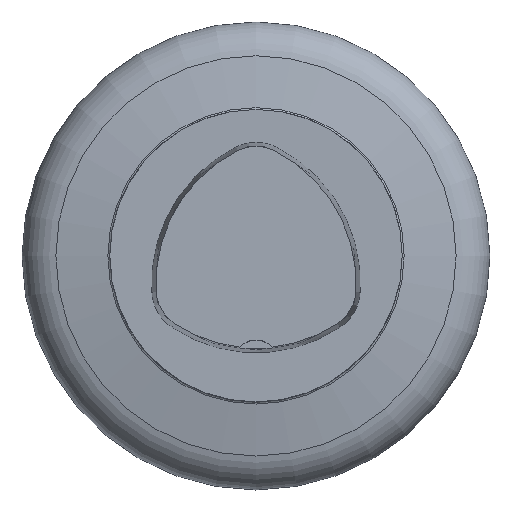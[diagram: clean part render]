
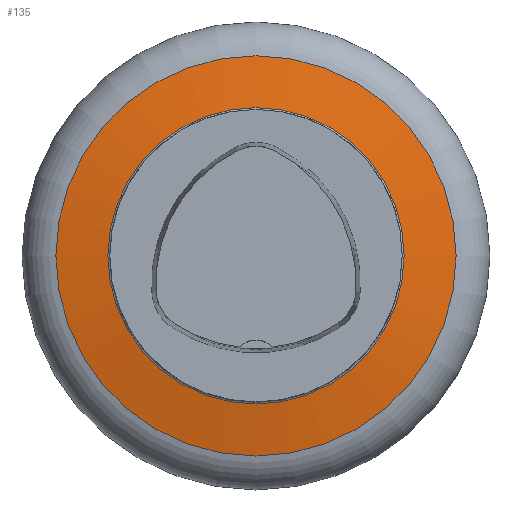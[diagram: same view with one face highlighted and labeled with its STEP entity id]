
A CAD part, top view. The second image highlights one B-rep face of the part: STEP entity #135.
In plain terms, the highlighted conical face has half-angle 80 degrees and reference radius 80 mm.
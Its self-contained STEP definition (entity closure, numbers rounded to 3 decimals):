
#45=CONICAL_SURFACE('',#758,80.,80.);
#135=ADVANCED_FACE('',(#195,#196),#45,.T.);
#179=CIRCLE('',#756,68.431);
#180=CIRCLE('',#757,50.661);
#195=FACE_BOUND('',#240,.T.);
#196=FACE_BOUND('',#241,.T.);
#240=EDGE_LOOP('',(#376));
#241=EDGE_LOOP('',(#377));
#376=ORIENTED_EDGE('',*,*,#549,.T.);
#377=ORIENTED_EDGE('',*,*,#550,.T.);
#475=VERTEX_POINT('',#1115);
#476=VERTEX_POINT('',#1117);
#549=EDGE_CURVE('',#475,#475,#179,.T.);
#550=EDGE_CURVE('',#476,#476,#180,.T.);
#756=AXIS2_PLACEMENT_3D('',#1114,#915,#916);
#757=AXIS2_PLACEMENT_3D('',#1116,#917,#918);
#758=AXIS2_PLACEMENT_3D('',#1118,#919,#920);
#915=DIRECTION('',(0.,0.,1.));
#916=DIRECTION('',(1.,0.,0.));
#917=DIRECTION('',(0.,0.,-1.));
#918=DIRECTION('',(-1.,0.,0.));
#919=DIRECTION('',(0.,0.,-1.));
#920=DIRECTION('',(-1.,0.,0.));
#1114=CARTESIAN_POINT('',(0.,0.,-40.45));
#1115=CARTESIAN_POINT('',(68.431,0.,-40.45));
#1116=CARTESIAN_POINT('',(0.,0.,-37.317));
#1117=CARTESIAN_POINT('',(-50.661,0.,-37.317));
#1118=CARTESIAN_POINT('',(0.,0.,-42.49));
